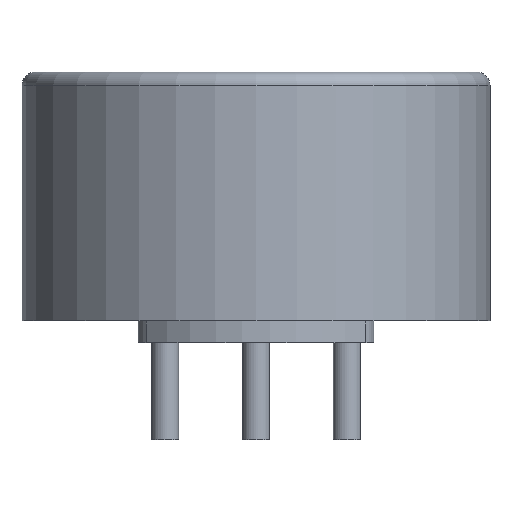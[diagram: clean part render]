
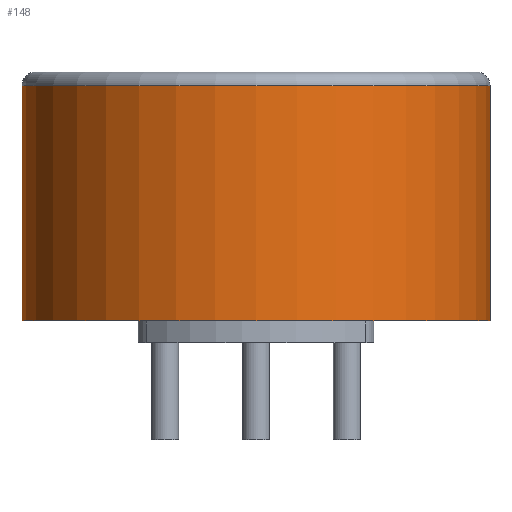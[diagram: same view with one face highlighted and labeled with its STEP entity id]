
A CAD part, front view. The second image highlights one B-rep face of the part: STEP entity #148.
In plain terms, the highlighted cylindrical face has radius 8.65 mm (diameter 17.3 mm), a partial arc.
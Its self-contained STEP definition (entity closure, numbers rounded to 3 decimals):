
#107=CARTESIAN_POINT('',(0.0,0.0,0.8));
#108=DIRECTION('',(0.0,0.0,1.0));
#109=DIRECTION('',(1.0,0.0,0.0));
#110=AXIS2_PLACEMENT_3D('',#107,#108,#109);
#111=CYLINDRICAL_SURFACE('',#110,8.65);
#112=CARTESIAN_POINT('',(8.65,0.,9.5));
#113=VERTEX_POINT('',#112);
#114=CARTESIAN_POINT('',(8.65,0.0,0.8));
#115=VERTEX_POINT('',#114);
#116=CARTESIAN_POINT('',(8.65,0.0,9.5));
#117=DIRECTION('',(0.0,0.0,-1.0));
#118=VECTOR('',#117,8.7);
#119=LINE('',#116,#118);
#120=EDGE_CURVE('',#113,#115,#119,.T.);
#121=ORIENTED_EDGE('',*,*,#120,.F.);
#122=CARTESIAN_POINT('',(-8.65,0.0,9.5));
#123=VERTEX_POINT('',#122);
#124=CARTESIAN_POINT('',(0.0,0.0,9.5));
#125=DIRECTION('',(0.0,0.0,1.0));
#126=DIRECTION('',(-1.0,0.0,0.0));
#127=AXIS2_PLACEMENT_3D('',#124,#125,#126);
#128=CIRCLE('',#127,8.65);
#129=EDGE_CURVE('',#123,#113,#128,.T.);
#130=ORIENTED_EDGE('',*,*,#129,.F.);
#131=CARTESIAN_POINT('',(-8.65,0.,0.8));
#132=VERTEX_POINT('',#131);
#133=CARTESIAN_POINT('',(-8.65,0.,9.5));
#134=DIRECTION('',(0.0,0.0,-1.0));
#135=VECTOR('',#134,8.7);
#136=LINE('',#133,#135);
#137=EDGE_CURVE('',#123,#132,#136,.T.);
#138=ORIENTED_EDGE('',*,*,#137,.T.);
#139=CARTESIAN_POINT('',(0.0,0.0,0.8));
#140=DIRECTION('',(0.0,0.0,1.0));
#141=DIRECTION('',(1.0,0.0,0.0));
#142=AXIS2_PLACEMENT_3D('',#139,#140,#141);
#143=CIRCLE('',#142,8.65);
#144=EDGE_CURVE('',#132,#115,#143,.T.);
#145=ORIENTED_EDGE('',*,*,#144,.T.);
#146=EDGE_LOOP('',(#121,#130,#138,#145));
#147=FACE_OUTER_BOUND('',#146,.T.);
#148=ADVANCED_FACE('',(#147),#111,.T.);
